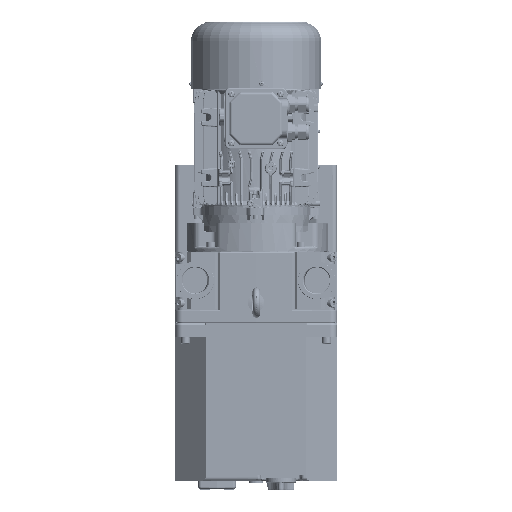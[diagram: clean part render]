
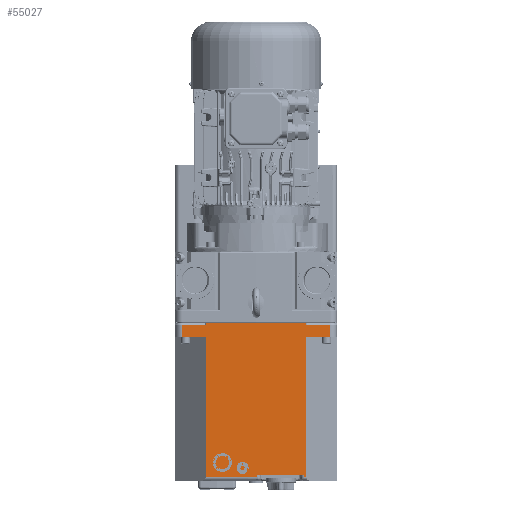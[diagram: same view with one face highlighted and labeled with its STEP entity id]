
A CAD part, top view. The second image highlights one B-rep face of the part: STEP entity #55027.
In plain terms, the highlighted planar face has unit normal (0, 0, 1).
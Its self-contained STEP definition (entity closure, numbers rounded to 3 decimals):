
#20888=FACE_OUTER_BOUND('',#72259,.T.);
#31374=LINE('',#246698,#42347);
#31380=LINE('',#246712,#42353);
#31454=LINE('',#247049,#42427);
#31540=LINE('',#247217,#42513);
#31618=LINE('',#247579,#42591);
#31620=LINE('',#247583,#42593);
#31747=LINE('',#248058,#42720);
#31752=LINE('',#248093,#42725);
#31754=LINE('',#248108,#42727);
#31755=LINE('',#248112,#42728);
#31756=LINE('',#248163,#42729);
#31786=LINE('',#248448,#42759);
#31809=LINE('',#248496,#42782);
#31810=LINE('',#248497,#42783);
#31811=LINE('',#248498,#42784);
#31812=LINE('',#248499,#42785);
#42347=VECTOR('',#204824,1.);
#42353=VECTOR('',#204832,1.);
#42427=VECTOR('',#204998,1.);
#42513=VECTOR('',#205126,1.);
#42591=VECTOR('',#205442,1.);
#42593=VECTOR('',#205448,1.);
#42720=VECTOR('',#205925,1.);
#42725=VECTOR('',#205938,1.);
#42727=VECTOR('',#205944,1.);
#42728=VECTOR('',#205949,1.);
#42729=VECTOR('',#205952,1.);
#42759=VECTOR('',#206068,1.);
#42782=VECTOR('',#206107,1.);
#42783=VECTOR('',#206108,1.);
#42784=VECTOR('',#206109,1.);
#42785=VECTOR('',#206110,1.);
#55027=ADVANCED_FACE('',(#20888),#66244,.T.);
#66244=PLANE('',#189551);
#72259=EDGE_LOOP('',(#86065,#86066,#86067,#86068,#86069,#86070,#86071,#86072,
#86073,#86074,#86075,#86076,#86077,#86078,#86079,#86080));
#86065=ORIENTED_EDGE('',*,*,#156797,.F.);
#86066=ORIENTED_EDGE('',*,*,#156889,.T.);
#86067=ORIENTED_EDGE('',*,*,#156795,.F.);
#86068=ORIENTED_EDGE('',*,*,#156800,.F.);
#86069=ORIENTED_EDGE('',*,*,#156425,.T.);
#86070=ORIENTED_EDGE('',*,*,#156564,.F.);
#86071=ORIENTED_EDGE('',*,*,#156890,.F.);
#86072=ORIENTED_EDGE('',*,*,#156227,.F.);
#86073=ORIENTED_EDGE('',*,*,#156891,.F.);
#86074=ORIENTED_EDGE('',*,*,#156859,.F.);
#86075=ORIENTED_EDGE('',*,*,#156892,.T.);
#86076=ORIENTED_EDGE('',*,*,#156221,.F.);
#86077=ORIENTED_EDGE('',*,*,#156567,.F.);
#86078=ORIENTED_EDGE('',*,*,#156337,.F.);
#86079=ORIENTED_EDGE('',*,*,#156782,.F.);
#86080=ORIENTED_EDGE('',*,*,#156791,.F.);
#139245=VERTEX_POINT('',#246699);
#139246=VERTEX_POINT('',#246700);
#139251=VERTEX_POINT('',#246711);
#139252=VERTEX_POINT('',#246713);
#139331=VERTEX_POINT('',#247046);
#139332=VERTEX_POINT('',#247048);
#139393=VERTEX_POINT('',#247216);
#139394=VERTEX_POINT('',#247218);
#139503=VERTEX_POINT('',#247577);
#139611=VERTEX_POINT('',#248059);
#139616=VERTEX_POINT('',#248092);
#139618=VERTEX_POINT('',#248097);
#139620=VERTEX_POINT('',#248107);
#139621=VERTEX_POINT('',#248111);
#139643=VERTEX_POINT('',#248447);
#139644=VERTEX_POINT('',#248449);
#156221=EDGE_CURVE('',#139245,#139246,#31374,.T.);
#156227=EDGE_CURVE('',#139251,#139252,#31380,.T.);
#156337=EDGE_CURVE('',#139332,#139331,#31454,.T.);
#156425=EDGE_CURVE('',#139394,#139393,#31540,.T.);
#156564=EDGE_CURVE('',#139503,#139393,#31618,.T.);
#156567=EDGE_CURVE('',#139331,#139245,#31620,.T.);
#156782=EDGE_CURVE('',#139611,#139332,#31747,.T.);
#156791=EDGE_CURVE('',#139616,#139611,#31752,.T.);
#156795=EDGE_CURVE('',#139620,#139618,#31754,.T.);
#156797=EDGE_CURVE('',#139621,#139616,#31755,.T.);
#156800=EDGE_CURVE('',#139394,#139620,#31756,.T.);
#156859=EDGE_CURVE('',#139643,#139644,#31786,.T.);
#156889=EDGE_CURVE('',#139621,#139618,#31809,.T.);
#156890=EDGE_CURVE('',#139252,#139503,#31810,.T.);
#156891=EDGE_CURVE('',#139644,#139251,#31811,.T.);
#156892=EDGE_CURVE('',#139643,#139246,#31812,.T.);
#189551=AXIS2_PLACEMENT_3D('',#248500,#206111,#206112);
#204824=DIRECTION('',(1.,0.,0.));
#204832=DIRECTION('',(1.,0.,0.));
#204998=DIRECTION('',(-1.,0.,0.));
#205126=DIRECTION('',(0.,1.,0.));
#205442=DIRECTION('',(-1.,0.,0.));
#205448=DIRECTION('',(0.,1.,0.));
#205925=DIRECTION('',(0.,1.,0.));
#205938=DIRECTION('',(-1.,0.,0.));
#205944=DIRECTION('',(0.,1.,0.));
#205949=DIRECTION('',(0.,-1.,0.));
#205952=DIRECTION('',(-1.,0.,0.));
#206068=DIRECTION('',(1.,0.,0.));
#206107=DIRECTION('',(1.,0.,0.));
#206108=DIRECTION('',(0.,-1.,0.));
#206109=DIRECTION('',(0.,-1.,0.));
#206110=DIRECTION('',(0.,-1.,0.));
#206111=DIRECTION('',(0.,0.,1.));
#206112=DIRECTION('',(0.,1.,0.));
#246698=CARTESIAN_POINT('',(-77.095,-40.868,151.601));
#246699=CARTESIAN_POINT('',(-77.095,-40.868,151.601));
#246700=CARTESIAN_POINT('',(-42.095,-40.868,151.601));
#246711=CARTESIAN_POINT('',(107.905,-40.868,151.601));
#246712=CARTESIAN_POINT('',(-77.095,-40.868,151.601));
#246713=CARTESIAN_POINT('',(142.905,-40.868,151.601));
#247046=CARTESIAN_POINT('',(-77.095,-58.859,151.601));
#247048=CARTESIAN_POINT('',(-42.095,-58.859,151.601));
#247049=CARTESIAN_POINT('',(-42.095,-58.859,151.601));
#247216=CARTESIAN_POINT('',(107.905,-58.859,151.601));
#247217=CARTESIAN_POINT('',(107.905,-267.859,151.601));
#247218=CARTESIAN_POINT('',(107.905,-267.859,151.601));
#247577=CARTESIAN_POINT('',(142.905,-58.859,151.601));
#247579=CARTESIAN_POINT('',(142.905,-58.859,151.601));
#247583=CARTESIAN_POINT('',(-77.095,-58.859,151.601));
#248058=CARTESIAN_POINT('',(-42.095,-267.859,151.601));
#248059=CARTESIAN_POINT('',(-42.095,-267.859,151.601));
#248092=CARTESIAN_POINT('',(34.905,-267.859,151.601));
#248093=CARTESIAN_POINT('',(34.905,-267.859,151.601));
#248097=CARTESIAN_POINT('',(104.905,-264.859,151.601));
#248107=CARTESIAN_POINT('',(104.905,-267.859,151.601));
#248108=CARTESIAN_POINT('',(104.905,-267.859,151.601));
#248111=CARTESIAN_POINT('',(34.905,-264.859,151.601));
#248112=CARTESIAN_POINT('',(34.905,-185.359,151.601));
#248163=CARTESIAN_POINT('',(107.905,-267.859,151.601));
#248447=CARTESIAN_POINT('',(-42.095,-38.859,151.601));
#248448=CARTESIAN_POINT('',(-42.095,-38.859,151.601));
#248449=CARTESIAN_POINT('',(107.905,-38.859,151.601));
#248496=CARTESIAN_POINT('',(104.905,-264.859,151.601));
#248497=CARTESIAN_POINT('',(142.905,-40.868,151.601));
#248498=CARTESIAN_POINT('',(107.905,-38.859,151.601));
#248499=CARTESIAN_POINT('',(-42.095,-38.859,151.601));
#248500=CARTESIAN_POINT('',(-87.095,-38.859,151.601));
